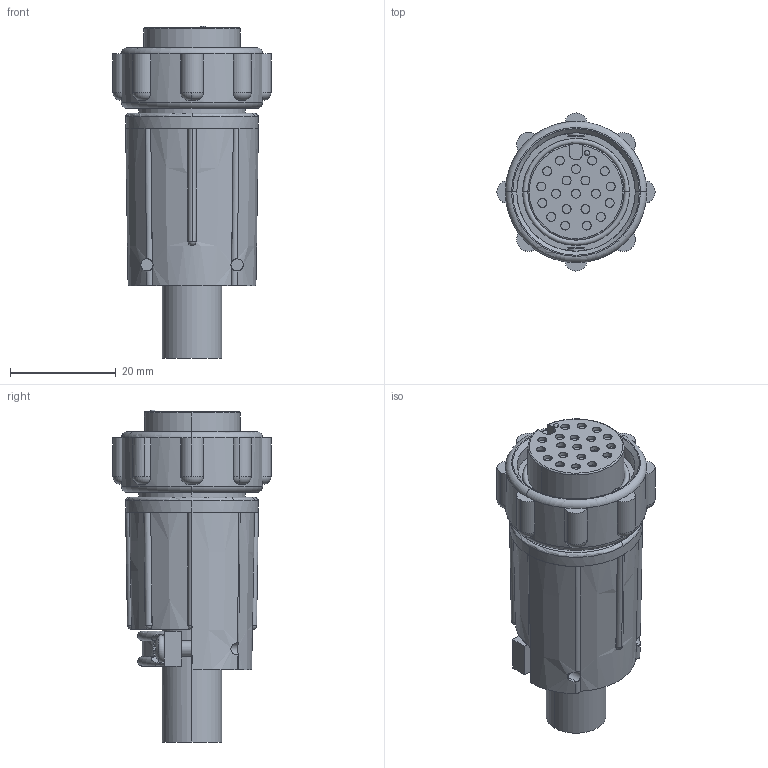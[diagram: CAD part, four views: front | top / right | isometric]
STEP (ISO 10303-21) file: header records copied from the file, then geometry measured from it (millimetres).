
FILE_DESCRIPTION (( 'STEP AP203' ), '1' );
FILE_NAME ('13280-20SG-331.STEP', '2013-11-21T20:51:10', ( 'J0FPBF1' ), ( '' ), 'SwSTEP 2.0', 'SolidWorks 2012', '' );
FILE_SCHEMA (( 'CONFIG_CONTROL_DESIGN' ));
Length unit declared in the file: inch
Products named in the file (1): 13280-20SG-331
Bounding box: 29.84 x 29.84 x 62.66 mm (x, y, z)
Volume: 21328.6 mm3; surface area: 7436.8 mm2
Topology: 1 solids, 1 shells, 280 faces, 700 edges, 450 vertices
Faces by surface type: plane 125, cylinder 101, torus 37, sphere 9, cone 8
Entity records: 12535 total; most frequent: CARTESIAN_POINT 6038, ORIENTED_EDGE 1390, DIRECTION 1271, EDGE_CURVE 695, AXIS2_PLACEMENT_3D 518, VERTEX_POINT 448, EDGE_LOOP 315, FACE_OUTER_BOUND 280
